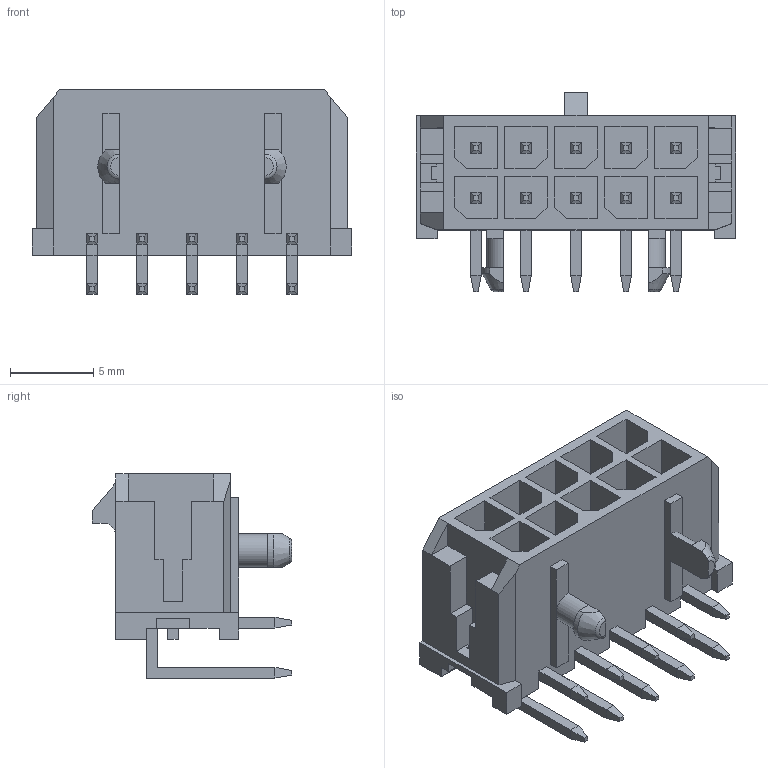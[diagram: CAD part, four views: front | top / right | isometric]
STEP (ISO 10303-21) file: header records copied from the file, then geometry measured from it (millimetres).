
FILE_DESCRIPTION(/* description */ (''),/* implementation_level */ '2;1');
FILE_NAME(/* name */ 'Molex_Micro-Fit_3.0_43045-1000_2x05_P3.00mm_Horizontal (2).step',/* time_stamp */ '2023-08-05T23:17:38+02:00',/* author */ (''),/* organization */ (''),/* preprocessor_version */ 'ST-DEVELOPER v20',/* originating_system */ 'Autodesk Translation Framework v12.9.0.99',/* authorisation */ '');
FILE_SCHEMA (('AUTOMOTIVE_DESIGN { 1 0 10303 214 3 1 1 }'));
Length unit declared in the file: millimetre
Products named in the file (28): Molex_Micro-Fit_3.0_43045-1000_2x05_P3.00mm_Horizontal (2); COMPOUND (3) (1); Komponente90 (1); Komponente91 (1); Komponente101 (2); Komponente109 (1); Komponente110 (1); Komponente111 (1); Komponente112 (1); Komponente113 (1); Komponente114 (1); Komponente115 (1); Komponente116 (1); Komponente117 (1); Komponente118 (1); Komponente119 (1); Komponente120 (1); Komponente121 (1); Komponente122 (1); Komponente123 (1); Komponente124 (1); Komponente125 (1); Komponente126 (1); Komponente127 (1); Komponente128 (1); Komponente129 (1); Komponente130 (1); Komponente131 (1)
Assembly tree (27 placements, depth 3):
  Molex_Micro-Fit_3.0_43045-1000_2x05_P3.00mm_Horizontal (2)
    COMPOUND (3) (1)
      Komponente90 (1)
      Komponente91 (1)
      Komponente101 (2)
      Komponente109 (1)
      Komponente110 (1)
      Komponente111 (1)
      Komponente112 (1)
      Komponente113 (1)
      Komponente114 (1)
      Komponente115 (1)
      Komponente116 (1)
      Komponente117 (1)
      Komponente118 (1)
      Komponente119 (1)
      Komponente120 (1)
      Komponente121 (1)
      Komponente122 (1)
      Komponente123 (1)
      Komponente124 (1)
      Komponente125 (1)
      Komponente126 (1)
      Komponente127 (1)
      Komponente128 (1)
      Komponente129 (1)
      Komponente130 (1)
      Komponente131 (1)
Bounding box: 19.15 x 11.95 x 12.24 mm (x, y, z)
Volume: 793.5 mm3; surface area: 1867.9 mm2
Topology: 26 solids, 26 shells, 513 faces, 1222 edges, 785 vertices
Faces by surface type: plane 504, cylinder 5, torus 2, cone 2
Entity records: 15287 total; most frequent: CARTESIAN_POINT 2583, ORIENTED_EDGE 2444, DIRECTION 2374, EDGE_CURVE 1222, LINE 1198, VECTOR 1198, VERTEX_POINT 785, AXIS2_PLACEMENT_3D 588
